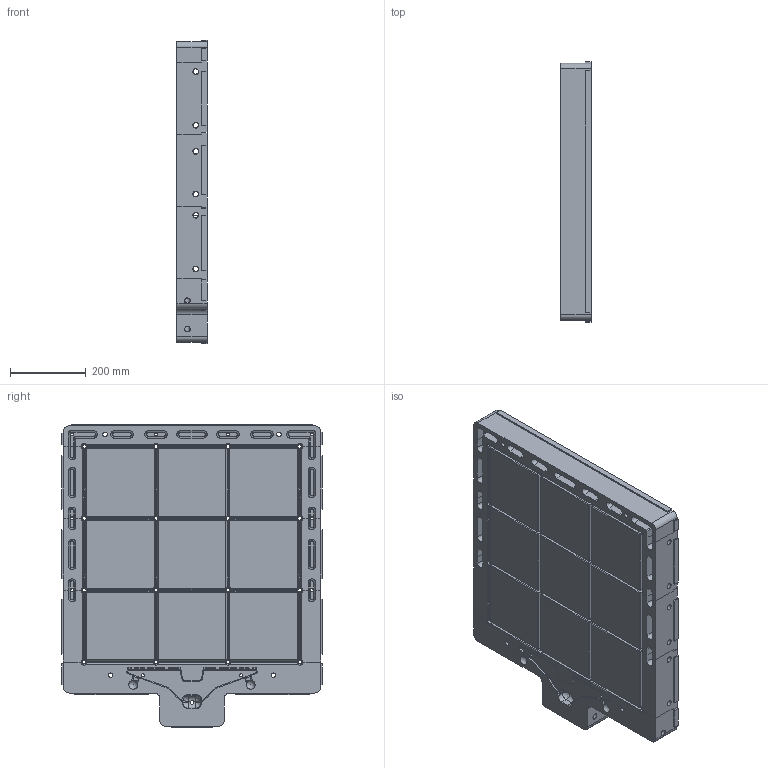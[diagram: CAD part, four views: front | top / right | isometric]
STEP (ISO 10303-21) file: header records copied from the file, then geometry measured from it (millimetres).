
FILE_DESCRIPTION(/* description */ (''),/* implementation_level */ '2;1');
FILE_NAME(/* name */ 'Сборка Объединенная2.stp',/* time_stamp */ '2019-07-02T12:59:15+03:00',/* author */ ('Nikita'),/* organization */ (''),/* preprocessor_version */ 'ST-DEVELOPER v17',/* originating_system */ 'Autodesk Inventor 2018',/* authorisation */ '');
FILE_SCHEMA (('AUTOMOTIVE_DESIGN { 1 0 10303 214 3 1 1 }'));
Length unit declared in the file: millimetre
Products named in the file (7): Сборка Объединенная2; 0543.101820 от 05.03.19_TOP; 0543.101820 Вставки1_2; 0543.101820 Вставки1_3 co
py; 0543.101820 Вставки1_1; 0543.101820 Вставки1_4; 0543.101820 Вставки1
Assembly tree (6 placements, depth 3):
  Сборка Объединенная2
    0543.101820 от 05.03.19_TOP
      0543.101820 Вставки1_2
      0543.101820 Вставки1_3 co
py
    0543.101820 Вставки1_1
    0543.101820 Вставки1_4
    0543.101820 Вставки1
Bounding box: 80 x 688 x 803 mm (x, y, z)
Volume: 37218014.3 mm3; surface area: 2149236.6 mm2
Topology: 5 solids, 5 shells, 1327 faces, 3597 edges, 2259 vertices
Faces by surface type: plane 534, cylinder 420, bspline 124, cone 119, torus 88, sphere 42
Full cylindrical faces by diameter (mm): 8 x6, 9 x6, 10 x1, 11 x1, 12 x4, 13 x4, 13.9 x11, 14 x23, 15 x20, 16 x11
Entity records: 47494 total; most frequent: CARTESIAN_POINT 13284, ORIENTED_EDGE 7060, DIRECTION 6835, EDGE_CURVE 3530, AXIS2_PLACEMENT_3D 2496, VERTEX_POINT 2259, LINE 1843, VECTOR 1843
